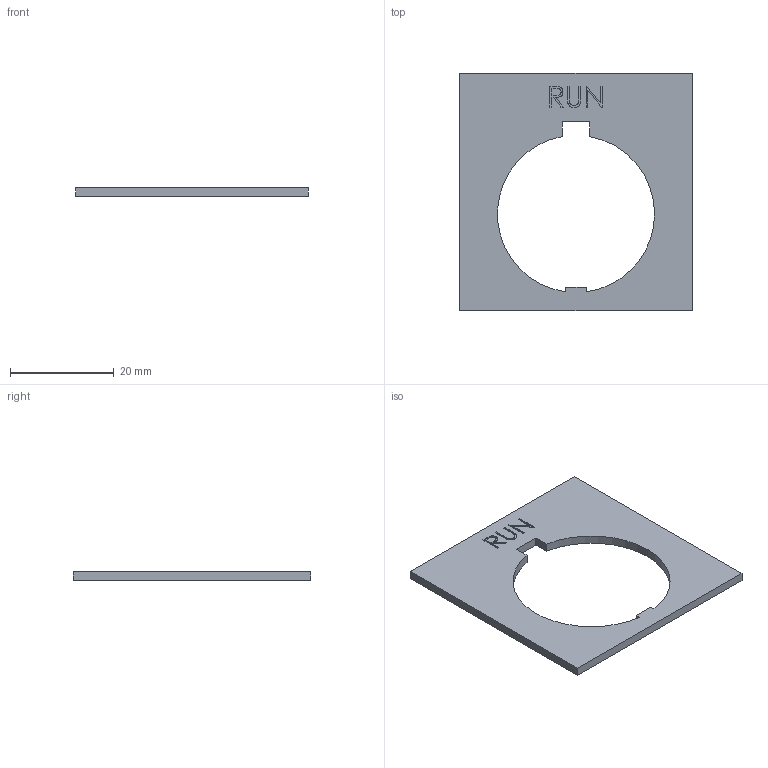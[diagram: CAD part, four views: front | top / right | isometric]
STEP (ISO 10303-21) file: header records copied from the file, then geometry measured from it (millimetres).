
FILE_DESCRIPTION (( 'STEP AP214' ), '1' );
FILE_NAME ('HT8SP31.step', '2018-07-05T19:45:14', ( '' ), ( '' ), 'SwSTEP 2.0', 'SolidWorks 2017', '' );
FILE_SCHEMA (( 'AUTOMOTIVE_DESIGN' ));
Length unit declared in the file: millimetre
Products named in the file (1): HT8SP31
Bounding box: 44.8 x 45.75 x 1.7 mm (x, y, z)
Volume: 2237.5 mm3; surface area: 3134.4 mm2
Topology: 1 solids, 1 shells, 58 faces, 156 edges, 104 vertices
Faces by surface type: plane 43, bspline 12, cylinder 3
Entity records: 2950 total; most frequent: CARTESIAN_POINT 1067, ORIENTED_EDGE 312, DIRECTION 232, EDGE_CURVE 156, LINE 126, VECTOR 126, VERTEX_POINT 104, EDGE_LOOP 64
